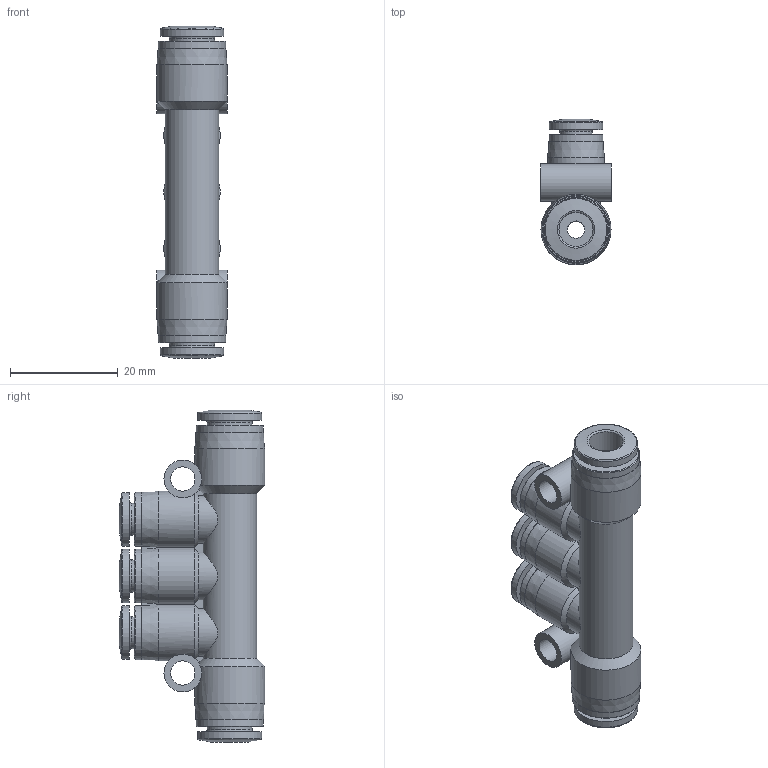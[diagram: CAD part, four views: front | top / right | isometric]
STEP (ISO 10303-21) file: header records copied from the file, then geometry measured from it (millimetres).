
FILE_DESCRIPTION(/* description */ ('STEP AP214'),/* implementation_level */ '2;1');
FILE_NAME(/* name */ '564791_QBT3-1_4T-5_32-U',/* time_stamp */ '2024-09-14T04:31:14+02:00',/* author */ ('License CC BY-ND 4.0'),/* organization */ ('CADENAS'),/* preprocessor_version */ 'ST-DEVELOPER v19.3',/* originating_system */ 'PARTsolutions',/* authorisation */ ' ');
FILE_SCHEMA (('AUTOMOTIVE_DESIGN {1 0 10303 214 3 1 1}'));
Length unit declared in the file: millimetre
Products named in the file (1): 564791 QBT3-1/4T-5/32-U
Bounding box: 13 x 27 x 61.6 mm (x, y, z)
Volume: 8421.4 mm3; surface area: 6719.4 mm2
Topology: 1 solids, 1 shells, 110 faces, 256 edges, 161 vertices
Faces by surface type: cylinder 41, plane 30, cone 24, torus 15
Full cylindrical faces by diameter (mm): 3.2 x4, 3.968 x3, 4.5 x2, 5.968 x3, 6.35 x2, 7 x2, 8.35 x2, 9.9 x3, 10 x3, 11.8 x2, 12.5 x2, 13 x2
Entity records: 3696 total; most frequent: CARTESIAN_POINT 663, DIRECTION 476, ORIENTED_EDGE 370, AXIS2_PLACEMENT_3D 222, EDGE_LOOP 196, FACE_BOUND 196, EDGE_CURVE 185, VERTEX_POINT 151
